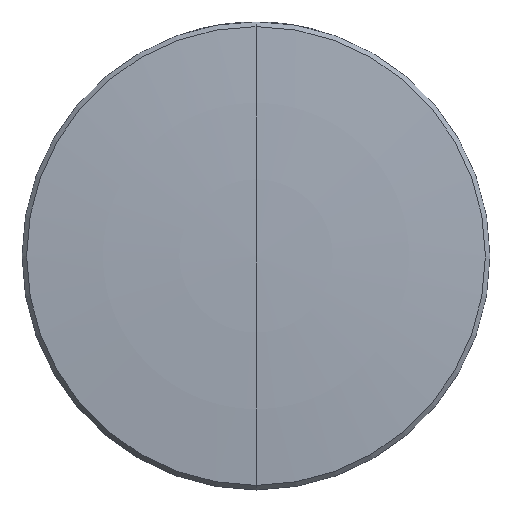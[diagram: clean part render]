
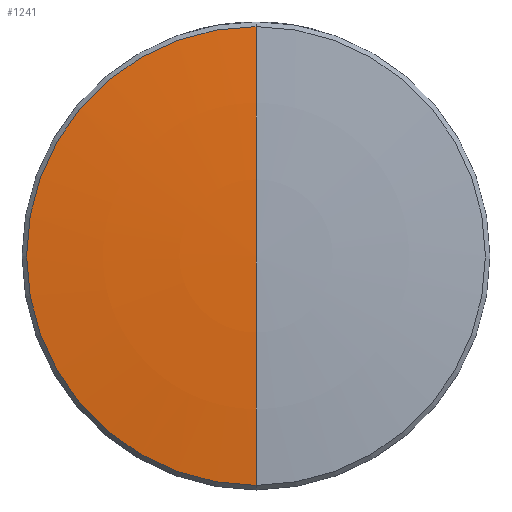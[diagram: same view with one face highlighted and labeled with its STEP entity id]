
A CAD part, top view. The second image highlights one B-rep face of the part: STEP entity #1241.
In plain terms, the highlighted toroidal (fillet/blend) face has major radius 0.048 mm and minor radius 138.02 mm.
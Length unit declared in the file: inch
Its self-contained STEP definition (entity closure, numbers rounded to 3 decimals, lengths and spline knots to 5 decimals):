
#5 = ORIENTED_EDGE ( 'NONE', *, *, #358, .T. ) ;
#50 = CIRCLE ( 'NONE', #1153, 5.43386 ) ;
#61 = TOROIDAL_SURFACE ( 'NONE', #1698, -0.0019, 5.43386 ) ;
#248 = VERTEX_POINT ( 'NONE', #937 ) ;
#260 = EDGE_CURVE ( 'NONE', #1675, #272, #1765, .T. ) ;
#272 = VERTEX_POINT ( 'NONE', #1627 ) ;
#358 = EDGE_CURVE ( 'NONE', #1675, #248, #50, .T. ) ;
#378 = EDGE_CURVE ( 'NONE', #248, #272, #584, .T. ) ;
#584 = CIRCLE ( 'NONE', #1496, 0.49021 ) ;
#626 = DIRECTION ( 'NONE',  ( -1., 0., 0. ) ) ;
#937 = CARTESIAN_POINT ( 'NONE',  ( 0., 0.49021, 0.07964 ) ) ;
#951 = AXIS2_PLACEMENT_3D ( 'NONE', #1127, #1817, #1146 ) ;
#1087 = DIRECTION ( 'NONE',  ( 0., 0., -1. ) ) ;
#1127 = CARTESIAN_POINT ( 'NONE',  ( 0., 0.0019, -5.33189 ) ) ;
#1146 = DIRECTION ( 'NONE',  ( 0., 1., 0. ) ) ;
#1153 = AXIS2_PLACEMENT_3D ( 'NONE', #2157, #626, #1833 ) ;
#1241 = ADVANCED_FACE ( 'NONE', ( #1876 ), #61, .T. ) ;
#1244 = ORIENTED_EDGE ( 'NONE', *, *, #378, .T. ) ;
#1255 = EDGE_LOOP ( 'NONE', ( #2054, #5, #1244 ) ) ;
#1309 = DIRECTION ( 'NONE',  ( 0., 1., 0. ) ) ;
#1413 = CARTESIAN_POINT ( 'NONE',  ( 0., 0., -5.33189 ) ) ;
#1496 = AXIS2_PLACEMENT_3D ( 'NONE', #1655, #2172, #1309 ) ;
#1627 = CARTESIAN_POINT ( 'NONE',  ( 0., -0.49021, 0.07964 ) ) ;
#1655 = CARTESIAN_POINT ( 'NONE',  ( 0., 0., 0.07964 ) ) ;
#1675 = VERTEX_POINT ( 'NONE', #1680 ) ;
#1680 = CARTESIAN_POINT ( 'NONE',  ( 0., 0., 0.10197 ) ) ;
#1698 = AXIS2_PLACEMENT_3D ( 'NONE', #1413, #1087, #1940 ) ;
#1765 = CIRCLE ( 'NONE', #951, 5.43386 ) ;
#1817 = DIRECTION ( 'NONE',  ( 1., 0., 0. ) ) ;
#1833 = DIRECTION ( 'NONE',  ( 0., 0., 1. ) ) ;
#1876 = FACE_OUTER_BOUND ( 'NONE', #1255, .T. ) ;
#1940 = DIRECTION ( 'NONE',  ( 0., 1., 0. ) ) ;
#2054 = ORIENTED_EDGE ( 'NONE', *, *, #260, .F. ) ;
#2157 = CARTESIAN_POINT ( 'NONE',  ( 0., -0.0019, -5.33189 ) ) ;
#2172 = DIRECTION ( 'NONE',  ( 0., 0., 1. ) ) ;
